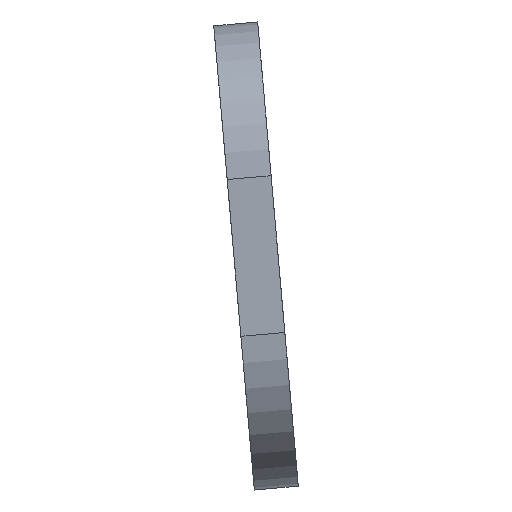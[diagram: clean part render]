
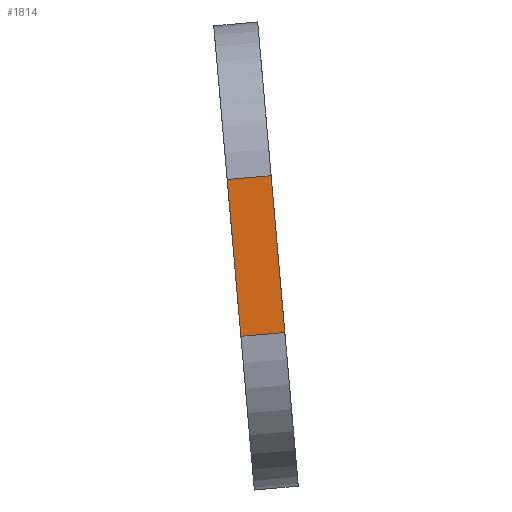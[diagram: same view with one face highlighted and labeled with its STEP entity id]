
A CAD part, left-side view. The second image highlights one B-rep face of the part: STEP entity #1814.
In plain terms, the highlighted planar face has unit normal (-1, 0, 0).
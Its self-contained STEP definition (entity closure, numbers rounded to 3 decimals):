
#121=PLANE('',#1986);
#193=FACE_OUTER_BOUND('',#295,.T.);
#295=EDGE_LOOP('',(#1518,#1519,#1520,#1521));
#366=LINE('',#2565,#522);
#453=LINE('',#3046,#609);
#461=LINE('',#3064,#617);
#462=LINE('',#3065,#618);
#522=VECTOR('',#2108,10.);
#609=VECTOR('',#2365,10.);
#617=VECTOR('',#2383,10.);
#618=VECTOR('',#2384,10.);
#755=VERTEX_POINT('',#2561);
#757=VERTEX_POINT('',#2564);
#869=VERTEX_POINT('',#3044);
#874=VERTEX_POINT('',#3063);
#949=EDGE_CURVE('',#757,#755,#366,.T.);
#1109=EDGE_CURVE('',#869,#755,#453,.T.);
#1118=EDGE_CURVE('',#874,#869,#461,.F.);
#1119=EDGE_CURVE('',#757,#874,#462,.T.);
#1518=ORIENTED_EDGE('',*,*,#1109,.F.);
#1519=ORIENTED_EDGE('',*,*,#1118,.F.);
#1520=ORIENTED_EDGE('',*,*,#1119,.F.);
#1521=ORIENTED_EDGE('',*,*,#949,.T.);
#1814=ADVANCED_FACE('',(#193),#121,.T.);
#1986=AXIS2_PLACEMENT_3D('',#3062,#2381,#2382);
#2108=DIRECTION('',(0.,0.087,0.996));
#2365=DIRECTION('',(0.,-0.996,0.087));
#2381=DIRECTION('center_axis',(-1.,0.,0.));
#2382=DIRECTION('ref_axis',(0.,0.087,0.996));
#2383=DIRECTION('',(0.,-0.087,-0.996));
#2384=DIRECTION('',(0.,0.996,-0.087));
#2561=CARTESIAN_POINT('',(25.4,-5.711,-34.493));
#2564=CARTESIAN_POINT('',(25.4,-6.582,-44.455));
#2565=CARTESIAN_POINT('',(25.4,-6.8,-46.945));
#3044=CARTESIAN_POINT('',(25.4,-2.921,-34.737));
#3046=CARTESIAN_POINT('',(25.4,-5.711,-34.493));
#3062=CARTESIAN_POINT('Origin',(25.4,-7.454,-54.417));
#3063=CARTESIAN_POINT('',(25.4,-3.793,-44.699));
#3064=CARTESIAN_POINT('',(25.4,-4.011,-47.189));
#3065=CARTESIAN_POINT('',(25.4,-6.582,-44.455));
